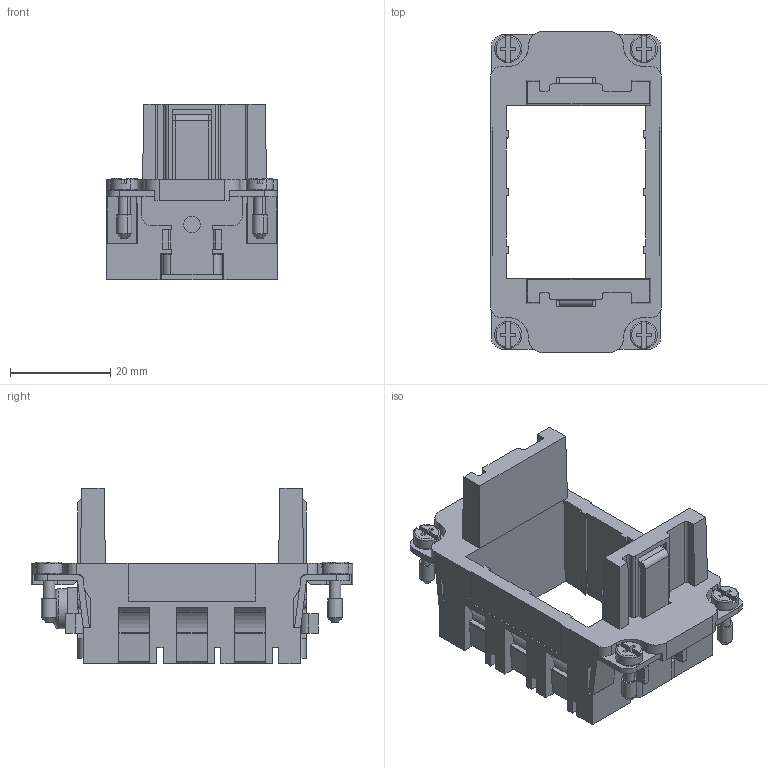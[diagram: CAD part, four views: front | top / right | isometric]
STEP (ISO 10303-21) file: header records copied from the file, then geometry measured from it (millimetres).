
FILE_DESCRIPTION(('CATIA V5 STEP Exchange','CAx-IF Rec.Pracs.--- Model Styling and Organization---1.2---2011-12-15'),'2;1');
FILE_NAME ('020622-3_1', '2018-08-28T16:13:53+00:00', ('none'), ('Weidmueller'), 'CATIA Version 5-6 Release 2014', 'CATIA V5 STEP AP214', 'none');
FILE_SCHEMA(('AUTOMOTIVE_DESIGN { 1 0 10303 214 1 1 1 1 }'));
Length unit declared in the file: millimetre
Products named in the file (1): 1758470000
Bounding box: 34 x 64 x 35 mm (x, y, z)
Volume: 13861 mm3; surface area: 15244.4 mm2
Topology: 9 solids, 9 shells, 651 faces, 1892 edges, 1262 vertices
Faces by surface type: plane 487, cylinder 136, torus 18, cone 10
Entity records: 19691 total; most frequent: ORIENTED_EDGE 3784, CARTESIAN_POINT 3628, DIRECTION 2590, EDGE_CURVE 1892, VECTOR 1496, LINE 1496, VERTEX_POINT 1262, AXIS2_PLACEMENT_3D 726
